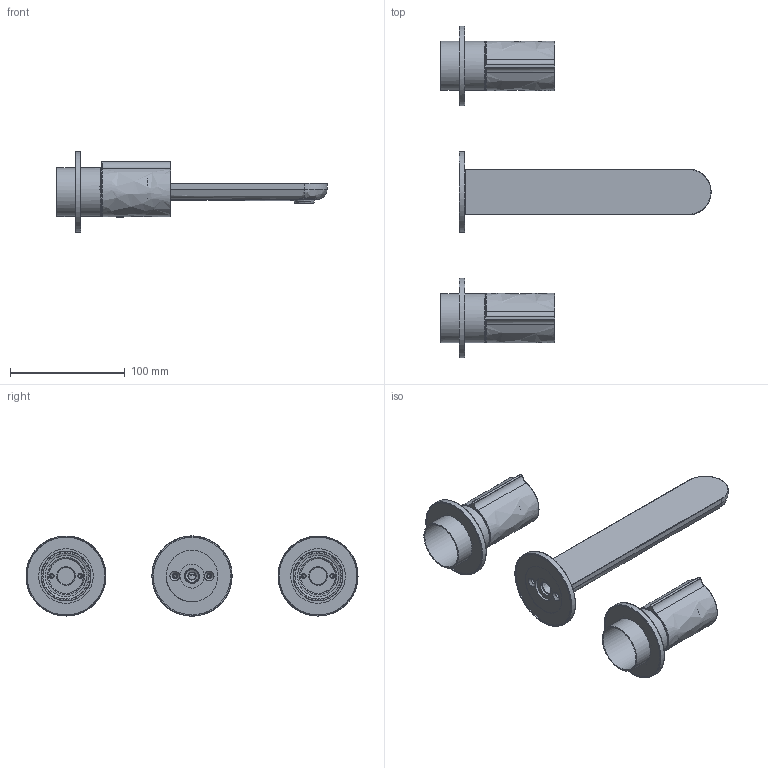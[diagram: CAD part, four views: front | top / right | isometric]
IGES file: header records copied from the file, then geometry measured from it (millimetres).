
Start section: C
Global section: file name: GT105T-00.igs; native system: By Siemens PLM Incorporated; preprocessor: XPlus GENERIC/IGES 27.1.215; author: Author; organization: Title; date: 20260121.164154; units: millimetre
Bounding box: 235.78 x 289.72 x 69.96 mm (x, y, z)
Volume: 211777.8 mm3; surface area: 118540.2 mm2
Topology: 16 solids, 16 shells, 1387 faces, 3887 edges, 2539 vertices
Faces by surface type: bspline 1387
